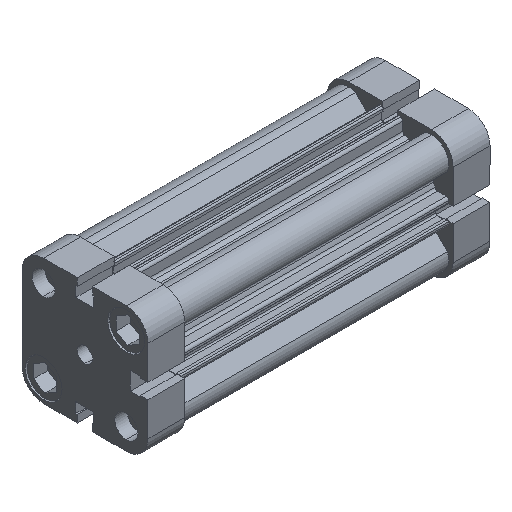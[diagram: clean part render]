
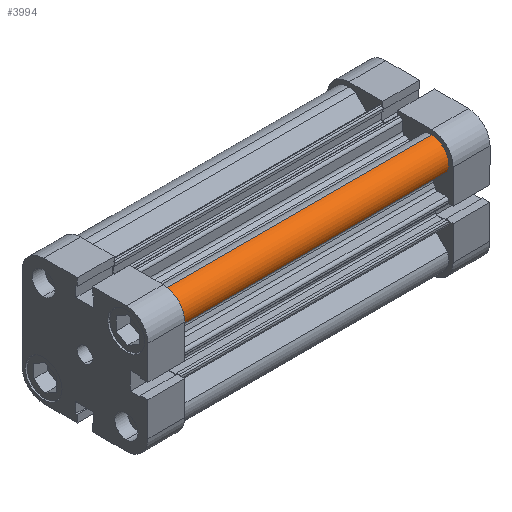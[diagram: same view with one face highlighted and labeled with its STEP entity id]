
A CAD part, isometric view. The second image highlights one B-rep face of the part: STEP entity #3994.
In plain terms, the highlighted cylindrical face has radius 6.75 mm (diameter 13.5 mm), a partial arc.
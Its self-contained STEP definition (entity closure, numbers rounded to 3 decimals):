
#108 = DIRECTION ( 'NONE',  ( -1., 0., 0. ) ) ;
#109 = DIRECTION ( 'NONE',  ( 0., 0., -1. ) ) ;
#110 = CARTESIAN_POINT ( 'NONE',  ( -16.25, -16.25, 105.5 ) ) ;
#844 = FACE_OUTER_BOUND ( 'NONE', #1335, .T. ) ;
#845 = CYLINDRICAL_SURFACE ( 'NONE', #9135, 6.75 ) ;
#1335 = EDGE_LOOP ( 'NONE', ( #3234, #3233, #3232, #3231 ) ) ;
#2053 = EDGE_CURVE ( 'NONE', #5985, #6001, #5228, .T. ) ;
#2140 = EDGE_CURVE ( 'NONE', #6024, #5985, #5342, .T. ) ;
#2149 = EDGE_CURVE ( 'NONE', #6024, #6002, #5371, .T. ) ;
#2150 = EDGE_CURVE ( 'NONE', #6002, #6001, #5355, .T. ) ;
#3231 = ORIENTED_EDGE ( 'NONE', *, *, #2150, .F. ) ;
#3232 = ORIENTED_EDGE ( 'NONE', *, *, #2053, .T. ) ;
#3233 = ORIENTED_EDGE ( 'NONE', *, *, #2140, .T. ) ;
#3234 = ORIENTED_EDGE ( 'NONE', *, *, #2149, .F. ) ;
#3994 = ADVANCED_FACE ( 'NONE', ( #844 ), #845, .T. ) ;
#5228 = CIRCLE ( 'NONE', #8871, 6.75 ) ;
#5342 = LINE ( 'NONE', #8750, #5348 ) ;
#5348 = VECTOR ( 'NONE', #8751, 1000. ) ;
#5355 = LINE ( 'NONE', #8774, #5368 ) ;
#5368 = VECTOR ( 'NONE', #8775, 1000. ) ;
#5371 = CIRCLE ( 'NONE', #8919, 6.75 ) ;
#5985 = VERTEX_POINT ( 'NONE', #7207 ) ;
#6001 = VERTEX_POINT ( 'NONE', #7223 ) ;
#6002 = VERTEX_POINT ( 'NONE', #7224 ) ;
#6024 = VERTEX_POINT ( 'NONE', #7246 ) ;
#7207 = CARTESIAN_POINT ( 'NONE',  ( -23., -16.25, 0. ) ) ;
#7223 = CARTESIAN_POINT ( 'NONE',  ( -13.633, -22.472, 0. ) ) ;
#7224 = CARTESIAN_POINT ( 'NONE',  ( -13.633, -22.472, 105.5 ) ) ;
#7246 = CARTESIAN_POINT ( 'NONE',  ( -23., -16.25, 105.5 ) ) ;
#8529 = CARTESIAN_POINT ( 'NONE',  ( -16.25, -16.25, 0. ) ) ;
#8530 = DIRECTION ( 'NONE',  ( 0., 0., 1. ) ) ;
#8531 = DIRECTION ( 'NONE',  ( -1., 0., 0. ) ) ;
#8747 = CARTESIAN_POINT ( 'NONE',  ( -16.25, -16.25, 105.5 ) ) ;
#8750 = CARTESIAN_POINT ( 'NONE',  ( -23., -16.25, 105.5 ) ) ;
#8751 = DIRECTION ( 'NONE',  ( 0., 0., -1. ) ) ;
#8772 = DIRECTION ( 'NONE',  ( 0., 0., 1. ) ) ;
#8773 = DIRECTION ( 'NONE',  ( -1., 0., 0. ) ) ;
#8774 = CARTESIAN_POINT ( 'NONE',  ( -13.633, -22.472, 105.5 ) ) ;
#8775 = DIRECTION ( 'NONE',  ( 0., 0., -1. ) ) ;
#8871 = AXIS2_PLACEMENT_3D ( 'NONE', #8529, #8530, #8531 ) ;
#8919 = AXIS2_PLACEMENT_3D ( 'NONE', #8747, #8772, #8773 ) ;
#9135 = AXIS2_PLACEMENT_3D ( 'NONE', #110, #109, #108 ) ;
